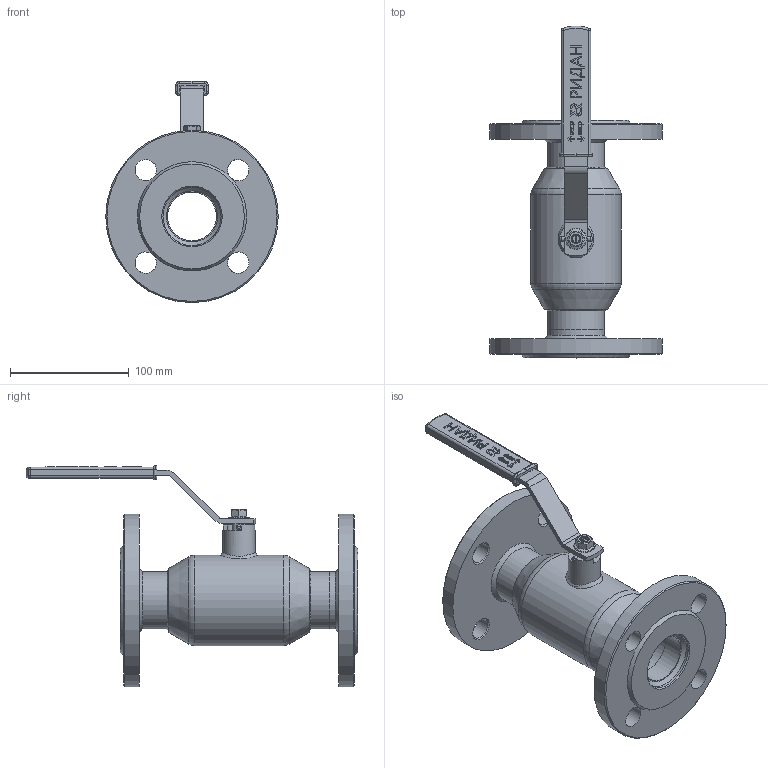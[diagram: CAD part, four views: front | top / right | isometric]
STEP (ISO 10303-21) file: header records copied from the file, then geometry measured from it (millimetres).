
FILE_DESCRIPTION(('TFLEX Exchange Step'),'2;1');
FILE_NAME('065N9624 - Кран шаровой Basic DN40.stp', '2023-08-30T12:04:09+03:00',('RUCO3277'),('Unknown organisation'),'TFLEX Exchange 2022.1','T-FLEX CAD','Unknown authorisation');
FILE_SCHEMA( ('AUTOMOTIVE_DESIGN { 1 0 10303 214 1 1 1 1 }') );
Length unit declared in the file: millimetre
Products named in the file (11): 54XXX038 - Фланец плоский; 54065422 - Штифт; <Другие гайки>Гайка ГОСТ Р ИСО 4161-2013; 24040428R - Грипса; 24040433 - Основание рукоятки; 24040530 - Рукоятка; 24040452-1 - Патрубок; 24040427-1 - Шток; 24040406 - Корпус штока; 24040409 - Корпус; 065N9624 - Кран шаровой Basic DN40
Assembly tree (11 placements, depth 3):
  065N9624 - Кран шаровой Basic DN40
    54XXX038 - Фланец плоский
    54065422 - Штифт
    <Другие гайки>Гайка ГОСТ Р ИСО 4161-2013
    24040530 - Рукоятка
      24040428R - Грипса
      24040433 - Основание рукоятки
    24040452-1 - Патрубок  x2
    24040427-1 - Шток
    24040406 - Корпус штока
    24040409 - Корпус
Bounding box: 145 x 279 x 186.1 mm (x, y, z)
Volume: 615263.6 mm3; surface area: 239461.3 mm2
Topology: 19 solids, 19 shells, 518 faces, 1311 edges, 842 vertices
Faces by surface type: plane 291, bspline 79, cylinder 69, torus 37, cone 34, sphere 4, extrusion 4
Full cylindrical faces by diameter (mm): 4.1 x1, 6.647 x1, 8 x1, 11.4 x2, 12 x1, 12.1 x1, 14 x4, 15 x1, 18 x8, 27 x1, 27.4 x1, 41 x3, 45 x3, 48 x3, 48.9 x2, 70 x1, 76 x1, 145 x2
Entity records: 18597 total; most frequent: CARTESIAN_POINT 6550, ORIENTED_EDGE 2504, DIRECTION 2254, EDGE_CURVE 1252, VERTEX_POINT 820, VECTOR 802, LINE 798, AXIS2_PLACEMENT_3D 726
